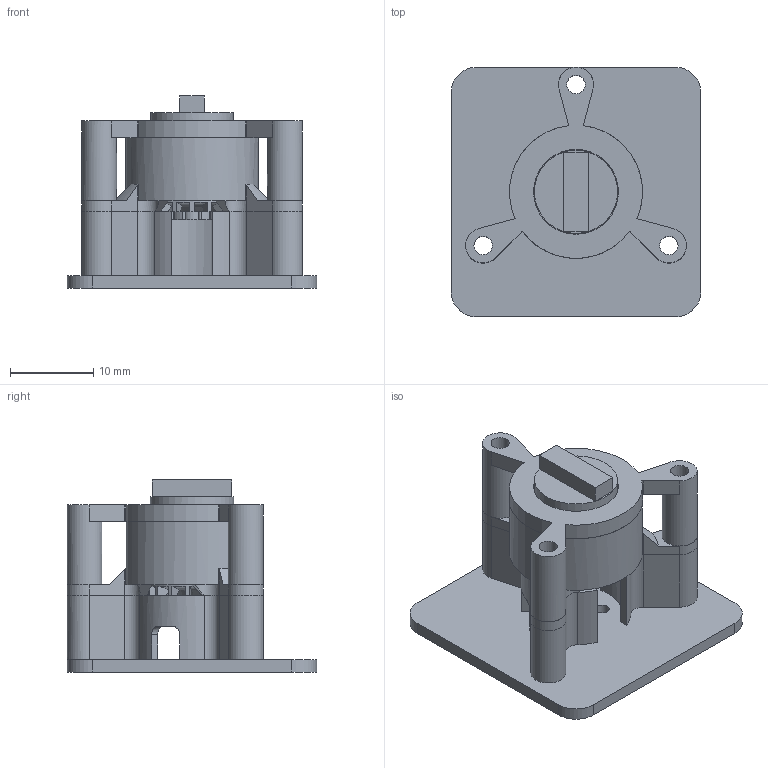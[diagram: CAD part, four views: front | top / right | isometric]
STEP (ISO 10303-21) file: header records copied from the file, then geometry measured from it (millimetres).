
FILE_DESCRIPTION(/* description */ ('STEP AP242','CAx-IF Rec.Pracs.---Representation and Presentation of Product Manufacturing Information (PMI)---4.0---2014-10-13','CAx-IF Rec.Pracs.---3D Tessellated Geometry---0.4---2014-09-14','2;1'),/* implementation_level */ '2;1');
FILE_NAME(/* name */ '66a2eb145828f0683004b645',/* time_stamp */ '2024-07-26T00:17:24Z',/* author */ (''),/* organization */ (''),/* preprocessor_version */ 'ST-DEVELOPER v20',/* originating_system */ ' ',/* authorisation */ ' ');
FILE_SCHEMA (('AP242_MANAGED_MODEL_BASED_3D_ENGINEERING_MIM_LF { 1 0 10303 442 1 1 4 }'));
Length unit declared in the file: metre
Products named in the file (9): output disc bottom retainer; output disc; top; outer ring; center shaft bottom; 2nd disk; 1st disk; motor mount; center shaft top
Bounding box: 30 x 30 x 23.1 mm (x, y, z)
Volume: 4285.1 mm3; surface area: 7130.1 mm2
Topology: 9 solids, 9 shells, 357 faces, 911 edges, 599 vertices
Faces by surface type: plane 193, cylinder 154, bspline 7, cone 3
Full cylindrical faces by diameter (mm): 0.6 x38, 1.046 x8, 1.1 x2, 1.6 x3, 2 x1, 2.2 x10, 2.9 x2, 3 x2, 3.3 x2, 4 x2, 4.2 x3, 5 x1, 10 x1, 10.2 x1, 10.5 x1, 11 x2, 11.2 x2, 16 x1
Entity records: 11865 total; most frequent: CARTESIAN_POINT 3165, DIRECTION 1842, ORIENTED_EDGE 1600, EDGE_CURVE 800, AXIS2_PLACEMENT_3D 760, VERTEX_POINT 573, EDGE_LOOP 529, FACE_BOUND 529
